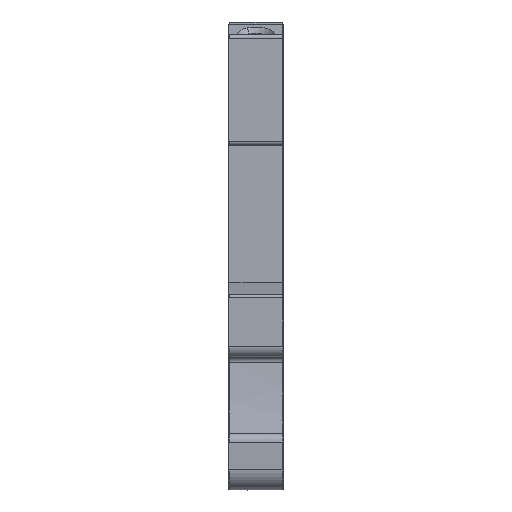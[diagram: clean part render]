
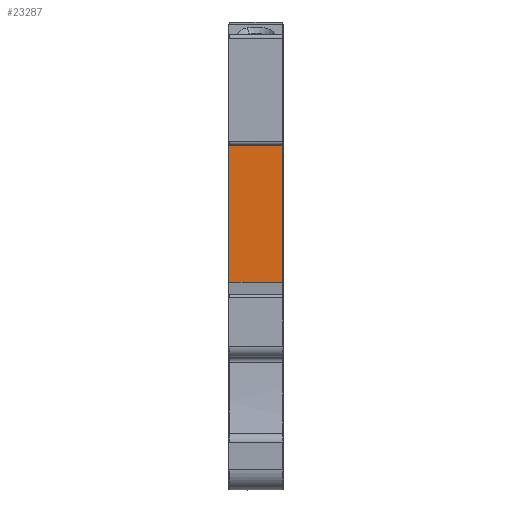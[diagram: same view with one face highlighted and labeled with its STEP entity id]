
A CAD part, front view. The second image highlights one B-rep face of the part: STEP entity #23287.
In plain terms, the highlighted planar face has unit normal (0, -1, 0).
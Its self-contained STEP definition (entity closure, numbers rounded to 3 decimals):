
#23267=AXIS2_PLACEMENT_3D('Plane Axis2P3D',#23264,#23265,#23266) ;
#19732=CARTESIAN_POINT('Vertex',(0.,12.766,19.45)) ;
#19735=CARTESIAN_POINT('Line Origine',(0.,12.766,25.875)) ;
#19739=CARTESIAN_POINT('Vertex',(0.,12.766,32.3)) ;
#23249=CARTESIAN_POINT('Vertex',(5.05,12.766,19.45)) ;
#23252=CARTESIAN_POINT('Line Origine',(2.525,12.766,19.45)) ;
#23264=CARTESIAN_POINT('Axis2P3D Location',(0.,12.766,32.3)) ;
#23269=CARTESIAN_POINT('Line Origine',(2.525,12.766,32.3)) ;
#23273=CARTESIAN_POINT('Vertex',(5.05,12.766,32.3)) ;
#23276=CARTESIAN_POINT('Line Origine',(5.05,12.766,25.875)) ;
#19736=DIRECTION('Vector Direction',(0.,0.,-1.)) ;
#23253=DIRECTION('Vector Direction',(-1.,0.,0.)) ;
#23265=DIRECTION('Axis2P3D Direction',(0.,-1.,0.)) ;
#23266=DIRECTION('Axis2P3D XDirection',(0.,0.,-1.)) ;
#23270=DIRECTION('Vector Direction',(1.,0.,0.)) ;
#23277=DIRECTION('Vector Direction',(0.,0.,1.)) ;
#19737=VECTOR('Line Direction',#19736,1.) ;
#23254=VECTOR('Line Direction',#23253,1.) ;
#23271=VECTOR('Line Direction',#23270,1.) ;
#23278=VECTOR('Line Direction',#23277,1.) ;
#23282=ORIENTED_EDGE('',*,*,#23275,.F.) ;
#23283=ORIENTED_EDGE('',*,*,#19741,.F.) ;
#23284=ORIENTED_EDGE('',*,*,#23256,.F.) ;
#23285=ORIENTED_EDGE('',*,*,#23280,.T.) ;
#23287=ADVANCED_FACE('KLTR',(#23286),#23268,.T.) ;
#19741=EDGE_CURVE('',#19733,#19740,#19738,.F.) ;
#23256=EDGE_CURVE('',#23250,#19733,#23255,.T.) ;
#23275=EDGE_CURVE('',#19740,#23274,#23272,.T.) ;
#23280=EDGE_CURVE('',#23250,#23274,#23279,.T.) ;
#23281=EDGE_LOOP('',(#23282,#23283,#23284,#23285)) ;
#23286=FACE_OUTER_BOUND('',#23281,.T.) ;
#19738=LINE('Line',#19735,#19737) ;
#23255=LINE('Line',#23252,#23254) ;
#23272=LINE('Line',#23269,#23271) ;
#23279=LINE('Line',#23276,#23278) ;
#23268=PLANE('',#23267) ;
#19733=VERTEX_POINT('',#19732) ;
#19740=VERTEX_POINT('',#19739) ;
#23250=VERTEX_POINT('',#23249) ;
#23274=VERTEX_POINT('',#23273) ;
